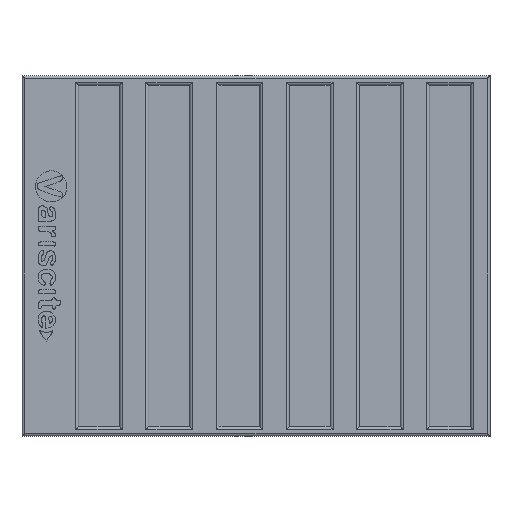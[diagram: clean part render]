
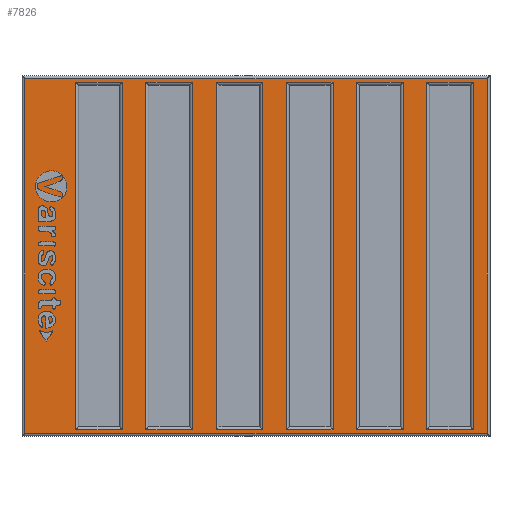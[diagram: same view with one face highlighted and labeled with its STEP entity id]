
A CAD part, top view. The second image highlights one B-rep face of the part: STEP entity #7826.
In plain terms, the highlighted planar face has unit normal (0, 0, 1).
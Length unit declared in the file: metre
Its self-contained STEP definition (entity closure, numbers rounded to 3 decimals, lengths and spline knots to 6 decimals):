
#90=PLANE('',#8515);
#262=LINE('',#12953,#764);
#263=LINE('',#12956,#765);
#264=LINE('',#12958,#766);
#265=LINE('',#12960,#767);
#266=LINE('',#12961,#768);
#267=LINE('',#12964,#769);
#268=LINE('',#12966,#770);
#269=LINE('',#12968,#771);
#270=LINE('',#12969,#772);
#271=LINE('',#12972,#773);
#272=LINE('',#12974,#774);
#273=LINE('',#12976,#775);
#274=LINE('',#12977,#776);
#275=LINE('',#12980,#777);
#276=LINE('',#12982,#778);
#277=LINE('',#12984,#779);
#278=LINE('',#12985,#780);
#279=LINE('',#12988,#781);
#280=LINE('',#12990,#782);
#281=LINE('',#12992,#783);
#282=LINE('',#12993,#784);
#283=LINE('',#12996,#785);
#284=LINE('',#12998,#786);
#285=LINE('',#13000,#787);
#286=LINE('',#13001,#788);
#287=LINE('',#13004,#789);
#288=LINE('',#13006,#790);
#289=LINE('',#13008,#791);
#764=VECTOR('',#10054,1.);
#765=VECTOR('',#10055,1.);
#766=VECTOR('',#10056,1.);
#767=VECTOR('',#10057,1.);
#768=VECTOR('',#10058,1.);
#769=VECTOR('',#10059,1.);
#770=VECTOR('',#10060,1.);
#771=VECTOR('',#10061,1.);
#772=VECTOR('',#10062,1.);
#773=VECTOR('',#10063,1.);
#774=VECTOR('',#10064,1.);
#775=VECTOR('',#10065,1.);
#776=VECTOR('',#10066,1.);
#777=VECTOR('',#10067,1.);
#778=VECTOR('',#10068,1.);
#779=VECTOR('',#10069,1.);
#780=VECTOR('',#10070,1.);
#781=VECTOR('',#10071,1.);
#782=VECTOR('',#10072,1.);
#783=VECTOR('',#10073,1.);
#784=VECTOR('',#10074,1.);
#785=VECTOR('',#10075,1.);
#786=VECTOR('',#10076,1.);
#787=VECTOR('',#10077,1.);
#788=VECTOR('',#10078,1.);
#789=VECTOR('',#10079,1.);
#790=VECTOR('',#10080,1.);
#791=VECTOR('',#10081,1.);
#1554=ORIENTED_EDGE('',*,*,#3870,.T.);
#1555=ORIENTED_EDGE('',*,*,#3871,.T.);
#1556=ORIENTED_EDGE('',*,*,#3872,.T.);
#1557=ORIENTED_EDGE('',*,*,#3873,.T.);
#1558=ORIENTED_EDGE('',*,*,#3874,.T.);
#1559=ORIENTED_EDGE('',*,*,#3875,.T.);
#1560=ORIENTED_EDGE('',*,*,#3876,.T.);
#1561=ORIENTED_EDGE('',*,*,#3877,.T.);
#1562=ORIENTED_EDGE('',*,*,#3878,.T.);
#1563=ORIENTED_EDGE('',*,*,#3879,.T.);
#1564=ORIENTED_EDGE('',*,*,#3880,.T.);
#1565=ORIENTED_EDGE('',*,*,#3881,.T.);
#1566=ORIENTED_EDGE('',*,*,#3882,.T.);
#1567=ORIENTED_EDGE('',*,*,#3883,.T.);
#1568=ORIENTED_EDGE('',*,*,#3884,.T.);
#1569=ORIENTED_EDGE('',*,*,#3885,.T.);
#1570=ORIENTED_EDGE('',*,*,#3886,.T.);
#1571=ORIENTED_EDGE('',*,*,#3887,.T.);
#1572=ORIENTED_EDGE('',*,*,#3888,.T.);
#1573=ORIENTED_EDGE('',*,*,#3889,.T.);
#1574=ORIENTED_EDGE('',*,*,#3890,.T.);
#1575=ORIENTED_EDGE('',*,*,#3891,.T.);
#1576=ORIENTED_EDGE('',*,*,#3892,.T.);
#1577=ORIENTED_EDGE('',*,*,#3893,.T.);
#1578=ORIENTED_EDGE('',*,*,#3894,.T.);
#1579=ORIENTED_EDGE('',*,*,#3895,.T.);
#1580=ORIENTED_EDGE('',*,*,#3896,.T.);
#1581=ORIENTED_EDGE('',*,*,#3897,.T.);
#3870=EDGE_CURVE('',#5040,#5041,#262,.T.);
#3871=EDGE_CURVE('',#5041,#5042,#263,.T.);
#3872=EDGE_CURVE('',#5042,#5043,#264,.F.);
#3873=EDGE_CURVE('',#5043,#5040,#265,.F.);
#3874=EDGE_CURVE('',#5044,#5045,#266,.T.);
#3875=EDGE_CURVE('',#5045,#5046,#267,.T.);
#3876=EDGE_CURVE('',#5046,#5047,#268,.F.);
#3877=EDGE_CURVE('',#5047,#5044,#269,.F.);
#3878=EDGE_CURVE('',#5048,#5049,#270,.T.);
#3879=EDGE_CURVE('',#5049,#5050,#271,.T.);
#3880=EDGE_CURVE('',#5050,#5051,#272,.F.);
#3881=EDGE_CURVE('',#5051,#5048,#273,.F.);
#3882=EDGE_CURVE('',#5052,#5053,#274,.T.);
#3883=EDGE_CURVE('',#5053,#5054,#275,.T.);
#3884=EDGE_CURVE('',#5054,#5055,#276,.F.);
#3885=EDGE_CURVE('',#5055,#5052,#277,.F.);
#3886=EDGE_CURVE('',#5056,#5057,#278,.T.);
#3887=EDGE_CURVE('',#5057,#5058,#279,.F.);
#3888=EDGE_CURVE('',#5058,#5059,#280,.F.);
#3889=EDGE_CURVE('',#5059,#5056,#281,.T.);
#3890=EDGE_CURVE('',#5060,#5061,#282,.T.);
#3891=EDGE_CURVE('',#5061,#5062,#283,.F.);
#3892=EDGE_CURVE('',#5062,#5063,#284,.F.);
#3893=EDGE_CURVE('',#5063,#5060,#285,.T.);
#3894=EDGE_CURVE('',#5064,#5065,#286,.T.);
#3895=EDGE_CURVE('',#5065,#5066,#287,.T.);
#3896=EDGE_CURVE('',#5066,#5067,#288,.F.);
#3897=EDGE_CURVE('',#5067,#5064,#289,.F.);
#5040=VERTEX_POINT('',#12954);
#5041=VERTEX_POINT('',#12955);
#5042=VERTEX_POINT('',#12957);
#5043=VERTEX_POINT('',#12959);
#5044=VERTEX_POINT('',#12962);
#5045=VERTEX_POINT('',#12963);
#5046=VERTEX_POINT('',#12965);
#5047=VERTEX_POINT('',#12967);
#5048=VERTEX_POINT('',#12970);
#5049=VERTEX_POINT('',#12971);
#5050=VERTEX_POINT('',#12973);
#5051=VERTEX_POINT('',#12975);
#5052=VERTEX_POINT('',#12978);
#5053=VERTEX_POINT('',#12979);
#5054=VERTEX_POINT('',#12981);
#5055=VERTEX_POINT('',#12983);
#5056=VERTEX_POINT('',#12986);
#5057=VERTEX_POINT('',#12987);
#5058=VERTEX_POINT('',#12989);
#5059=VERTEX_POINT('',#12991);
#5060=VERTEX_POINT('',#12994);
#5061=VERTEX_POINT('',#12995);
#5062=VERTEX_POINT('',#12997);
#5063=VERTEX_POINT('',#12999);
#5064=VERTEX_POINT('',#13002);
#5065=VERTEX_POINT('',#13003);
#5066=VERTEX_POINT('',#13005);
#5067=VERTEX_POINT('',#13007);
#6506=EDGE_LOOP('',(#1554,#1555,#1556,#1557));
#6507=EDGE_LOOP('',(#1558,#1559,#1560,#1561));
#6508=EDGE_LOOP('',(#1562,#1563,#1564,#1565));
#6509=EDGE_LOOP('',(#1566,#1567,#1568,#1569));
#6510=EDGE_LOOP('',(#1570,#1571,#1572,#1573));
#6511=EDGE_LOOP('',(#1574,#1575,#1576,#1577));
#6512=EDGE_LOOP('',(#1578,#1579,#1580,#1581));
#6972=FACE_BOUND('',#6506,.T.);
#6973=FACE_BOUND('',#6507,.T.);
#6974=FACE_BOUND('',#6508,.T.);
#6975=FACE_BOUND('',#6509,.T.);
#6976=FACE_BOUND('',#6510,.T.);
#6977=FACE_BOUND('',#6511,.T.);
#6978=FACE_BOUND('',#6512,.T.);
#7826=ADVANCED_FACE('',(#6972,#6973,#6974,#6975,#6976,#6977,#6978),#90,
 .T.);
#8515=AXIS2_PLACEMENT_3D('',#12952,#10052,#10053);
#10052=DIRECTION('',(0.,0.,1.));
#10053=DIRECTION('',(1.,0.,0.));
#10054=DIRECTION('',(0.,-1.,0.));
#10055=DIRECTION('',(-1.,0.,0.));
#10056=DIRECTION('',(0.,-1.,0.));
#10057=DIRECTION('',(-1.,0.,0.));
#10058=DIRECTION('',(0.,-1.,0.));
#10059=DIRECTION('',(-1.,0.,0.));
#10060=DIRECTION('',(0.,-1.,0.));
#10061=DIRECTION('',(-1.,0.,0.));
#10062=DIRECTION('',(0.,-1.,0.));
#10063=DIRECTION('',(-1.,0.,0.));
#10064=DIRECTION('',(0.,-1.,0.));
#10065=DIRECTION('',(-1.,0.,0.));
#10066=DIRECTION('',(0.,-1.,0.));
#10067=DIRECTION('',(-1.,0.,0.));
#10068=DIRECTION('',(0.,-1.,0.));
#10069=DIRECTION('',(-1.,0.,0.));
#10070=DIRECTION('',(0.,-1.,0.));
#10071=DIRECTION('',(1.,0.,0.));
#10072=DIRECTION('',(0.,-1.,0.));
#10073=DIRECTION('',(1.,0.,0.));
#10074=DIRECTION('',(0.,-1.,0.));
#10075=DIRECTION('',(1.,0.,0.));
#10076=DIRECTION('',(0.,-1.,0.));
#10077=DIRECTION('',(1.,0.,0.));
#10078=DIRECTION('',(0.,-1.,0.));
#10079=DIRECTION('',(1.,0.,0.));
#10080=DIRECTION('',(0.,-1.,0.));
#10081=DIRECTION('',(1.,0.,0.));
#12952=CARTESIAN_POINT('',(0.,0.,0.025));
#12953=CARTESIAN_POINT('',(-0.0685,-0.0875,0.025));
#12954=CARTESIAN_POINT('',(-0.0685,0.089,0.025));
#12955=CARTESIAN_POINT('',(-0.0685,-0.089,0.025));
#12956=CARTESIAN_POINT('',(-0.091,-0.089,0.025));
#12957=CARTESIAN_POINT('',(-0.0925,-0.089,0.025));
#12958=CARTESIAN_POINT('',(-0.0925,0.,0.025));
#12959=CARTESIAN_POINT('',(-0.0925,0.089,0.025));
#12960=CARTESIAN_POINT('',(0.,0.089,0.025));
#12961=CARTESIAN_POINT('',(-0.0325,-0.0875,0.025));
#12962=CARTESIAN_POINT('',(-0.0325,0.089,0.025));
#12963=CARTESIAN_POINT('',(-0.0325,-0.089,0.025));
#12964=CARTESIAN_POINT('',(-0.055,-0.089,0.025));
#12965=CARTESIAN_POINT('',(-0.0565,-0.089,0.025));
#12966=CARTESIAN_POINT('',(-0.0565,0.,0.025));
#12967=CARTESIAN_POINT('',(-0.0565,0.089,0.025));
#12968=CARTESIAN_POINT('',(0.,0.089,0.025));
#12969=CARTESIAN_POINT('',(0.0035,-0.0875,0.025));
#12970=CARTESIAN_POINT('',(0.0035,0.089,0.025));
#12971=CARTESIAN_POINT('',(0.0035,-0.089,0.025));
#12972=CARTESIAN_POINT('',(-0.019,-0.089,0.025));
#12973=CARTESIAN_POINT('',(-0.0205,-0.089,0.025));
#12974=CARTESIAN_POINT('',(-0.0205,0.,0.025));
#12975=CARTESIAN_POINT('',(-0.0205,0.089,0.025));
#12976=CARTESIAN_POINT('',(0.,0.089,0.025));
#12977=CARTESIAN_POINT('',(0.0395,-0.0875,0.025));
#12978=CARTESIAN_POINT('',(0.0395,0.089,0.025));
#12979=CARTESIAN_POINT('',(0.0395,-0.089,0.025));
#12980=CARTESIAN_POINT('',(0.017,-0.089,0.025));
#12981=CARTESIAN_POINT('',(0.0155,-0.089,0.025));
#12982=CARTESIAN_POINT('',(0.0155,0.,0.025));
#12983=CARTESIAN_POINT('',(0.0155,0.089,0.025));
#12984=CARTESIAN_POINT('',(0.,0.089,0.025));
#12985=CARTESIAN_POINT('',(0.1115,-0.0875,0.025));
#12986=CARTESIAN_POINT('',(0.1115,0.089,0.025));
#12987=CARTESIAN_POINT('',(0.1115,-0.089,0.025));
#12988=CARTESIAN_POINT('',(0.,-0.089,0.025));
#12989=CARTESIAN_POINT('',(0.0875,-0.089,0.025));
#12990=CARTESIAN_POINT('',(0.0875,0.,0.025));
#12991=CARTESIAN_POINT('',(0.0875,0.089,0.025));
#12992=CARTESIAN_POINT('',(0.11,0.089,0.025));
#12993=CARTESIAN_POINT('',(0.0755,-0.0875,0.025));
#12994=CARTESIAN_POINT('',(0.0755,0.089,0.025));
#12995=CARTESIAN_POINT('',(0.0755,-0.089,0.025));
#12996=CARTESIAN_POINT('',(0.,-0.089,0.025));
#12997=CARTESIAN_POINT('',(0.0515,-0.089,0.025));
#12998=CARTESIAN_POINT('',(0.0515,0.,0.025));
#12999=CARTESIAN_POINT('',(0.0515,0.089,0.025));
#13000=CARTESIAN_POINT('',(0.074,0.089,0.025));
#13001=CARTESIAN_POINT('',(-0.1185,-0.0925,0.025));
#13002=CARTESIAN_POINT('',(-0.1185,0.091,0.025));
#13003=CARTESIAN_POINT('',(-0.1185,-0.091,0.025));
#13004=CARTESIAN_POINT('',(0.12,-0.091,0.025));
#13005=CARTESIAN_POINT('',(0.1185,-0.091,0.025));
#13006=CARTESIAN_POINT('',(0.1185,0.,0.025));
#13007=CARTESIAN_POINT('',(0.1185,0.091,0.025));
#13008=CARTESIAN_POINT('',(0.,0.091,0.025));
